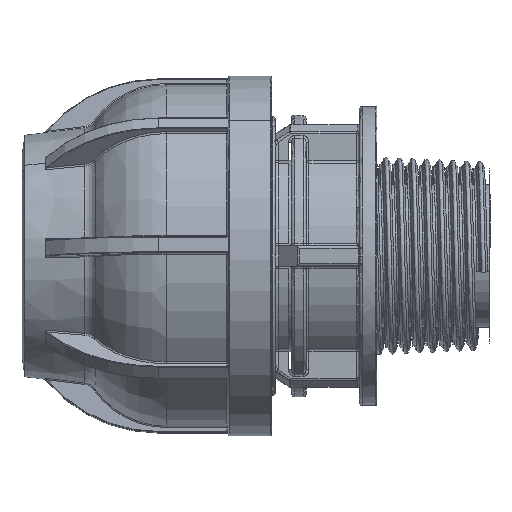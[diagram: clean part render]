
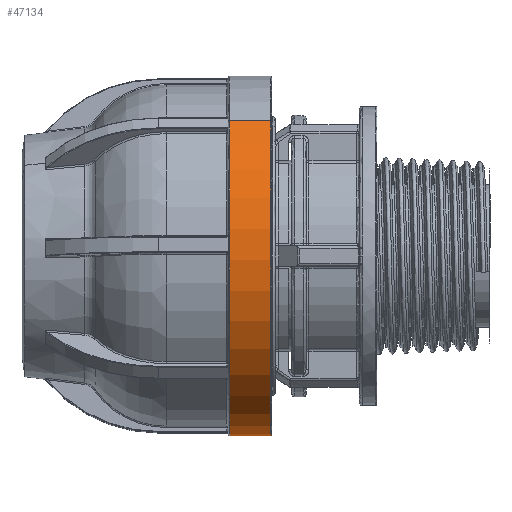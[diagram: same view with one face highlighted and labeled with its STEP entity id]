
A CAD part, front view. The second image highlights one B-rep face of the part: STEP entity #47134.
In plain terms, the highlighted cylindrical face has radius 31 mm (diameter 62 mm), a partial arc.
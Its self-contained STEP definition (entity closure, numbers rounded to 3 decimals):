
#611 = EDGE_CURVE ( 'NONE', #9308, #9306, #18851, .T. ) ;
#617 = EDGE_CURVE ( 'NONE', #9307, #9301, #18854, .T. ) ;
#627 = EDGE_CURVE ( 'NONE', #9301, #9306, #16423, .T. ) ;
#9301 = VERTEX_POINT ( 'NONE', #37156 ) ;
#9306 = VERTEX_POINT ( 'NONE', #37161 ) ;
#9307 = VERTEX_POINT ( 'NONE', #37162 ) ;
#9308 = VERTEX_POINT ( 'NONE', #37163 ) ;
#16366 = VECTOR ( 'NONE', #34970, 1000. ) ;
#16388 = VECTOR ( 'NONE', #34985, 1000. ) ;
#16423 = CIRCLE ( 'NONE', #16426, 31. ) ;
#16426 = AXIS2_PLACEMENT_3D ( 'NONE', #35011, #35012, #35013 ) ;
#18851 = LINE ( 'NONE', #34969, #16366 ) ;
#18854 = LINE ( 'NONE', #34984, #16388 ) ;
#19627 = ORIENTED_EDGE ( 'NONE', *, *, #617, .T. ) ;
#19628 = ORIENTED_EDGE ( 'NONE', *, *, #611, .F. ) ;
#19629 = ORIENTED_EDGE ( 'NONE', *, *, #54055, .T. ) ;
#19631 = ORIENTED_EDGE ( 'NONE', *, *, #627, .T. ) ;
#21335 = EDGE_LOOP ( 'NONE', ( #19628, #19629, #19627, #19631 ) ) ;
#23249 = CIRCLE ( 'NONE', #23255, 31. ) ;
#23255 = AXIS2_PLACEMENT_3D ( 'NONE', #24348, #24349, #24350 ) ;
#24348 = CARTESIAN_POINT ( 'NONE',  ( -32.75, -108.653, 0. ) ) ;
#24349 = DIRECTION ( 'NONE',  ( -1., 0., 0. ) ) ;
#24350 = DIRECTION ( 'NONE',  ( 0., -0.659, 0.752 ) ) ;
#32944 = AXIS2_PLACEMENT_3D ( 'NONE', #47948, #47949, #47950 ) ;
#34969 = CARTESIAN_POINT ( 'NONE',  ( -75.65, -88.21, -23.304 ) ) ;
#34970 = DIRECTION ( 'NONE',  ( -1., 0., 0. ) ) ;
#34984 = CARTESIAN_POINT ( 'NONE',  ( -75.65, -129.097, 23.304 ) ) ;
#34985 = DIRECTION ( 'NONE',  ( -1., 0., 0. ) ) ;
#35011 = CARTESIAN_POINT ( 'NONE',  ( -39.85, -108.653, 0. ) ) ;
#35012 = DIRECTION ( 'NONE',  ( 1., 0., 0. ) ) ;
#35013 = DIRECTION ( 'NONE',  ( 0., 0.659, -0.752 ) ) ;
#37156 = CARTESIAN_POINT ( 'NONE',  ( -39.85, -129.097, 23.304 ) ) ;
#37161 = CARTESIAN_POINT ( 'NONE',  ( -39.85, -88.21, -23.304 ) ) ;
#37162 = CARTESIAN_POINT ( 'NONE',  ( -32.75, -129.097, 23.304 ) ) ;
#37163 = CARTESIAN_POINT ( 'NONE',  ( -32.75, -88.21, -23.304 ) ) ;
#45454 = FACE_OUTER_BOUND ( 'NONE', #21335, .T. ) ;
#45455 = CYLINDRICAL_SURFACE ( 'NONE', #32944, 31. ) ;
#47134 = ADVANCED_FACE ( 'NONE', ( #45454 ), #45455, .T. ) ;
#47948 = CARTESIAN_POINT ( 'NONE',  ( -75.65, -108.653, 0. ) ) ;
#47949 = DIRECTION ( 'NONE',  ( -1., 0., 0. ) ) ;
#47950 = DIRECTION ( 'NONE',  ( 0., -0.659, 0.752 ) ) ;
#54055 = EDGE_CURVE ( 'NONE', #9308, #9307, #23249, .T. ) ;
